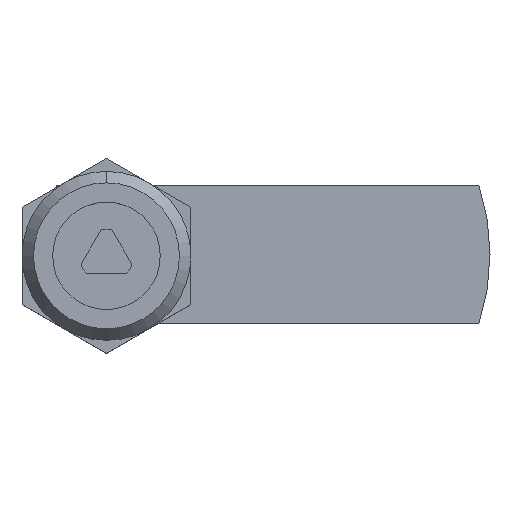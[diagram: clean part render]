
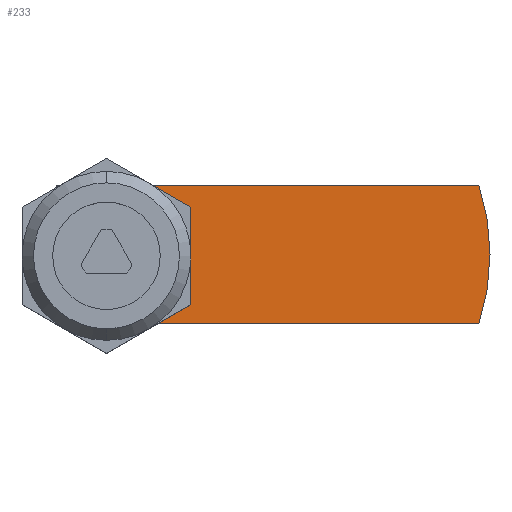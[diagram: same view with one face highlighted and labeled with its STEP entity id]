
A CAD part, top view. The second image highlights one B-rep face of the part: STEP entity #233.
In plain terms, the highlighted planar face has unit normal (0, 0, 1).
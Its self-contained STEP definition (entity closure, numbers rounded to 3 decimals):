
#60 = ORIENTED_EDGE ( 'NONE', *, *, #225, .T. ) ;
#62 = EDGE_LOOP ( 'NONE', ( #60, #215, #218, #230, #290 ) ) ;
#63 = VERTEX_POINT ( 'NONE', #1300 ) ;
#65 = VERTEX_POINT ( 'NONE', #1283 ) ;
#196 = VERTEX_POINT ( 'NONE', #1585 ) ;
#202 = EDGE_CURVE ( 'NONE', #196, #65, #1547, .T. ) ;
#205 = VERTEX_POINT ( 'NONE', #1582 ) ;
#215 = ORIENTED_EDGE ( 'NONE', *, *, #202, .T. ) ;
#218 = ORIENTED_EDGE ( 'NONE', *, *, #235, .T. ) ;
#225 = EDGE_CURVE ( 'NONE', #205, #196, #1610, .T. ) ;
#228 = VERTEX_POINT ( 'NONE', #1651 ) ;
#230 = ORIENTED_EDGE ( 'NONE', *, *, #346, .T. ) ;
#232 = VERTEX_POINT ( 'NONE', #1652 ) ;
#233 = ADVANCED_FACE ( 'NONE', ( #1615, #1593 ), #1608, .T. ) ;
#235 = EDGE_CURVE ( 'NONE', #65, #232, #1641, .T. ) ;
#237 = VERTEX_POINT ( 'NONE', #1642 ) ;
#252 = ORIENTED_EDGE ( 'NONE', *, *, #267, .F. ) ;
#262 = EDGE_CURVE ( 'NONE', #337, #300, #1658, .T. ) ;
#266 = ORIENTED_EDGE ( 'NONE', *, *, #275, .F. ) ;
#267 = EDGE_CURVE ( 'NONE', #63, #228, #1715, .T. ) ;
#275 = EDGE_CURVE ( 'NONE', #228, #337, #1706, .T. ) ;
#279 = ORIENTED_EDGE ( 'NONE', *, *, #262, .F. ) ;
#280 = EDGE_LOOP ( 'NONE', ( #279, #266, #252, #353 ) ) ;
#285 = EDGE_CURVE ( 'NONE', #237, #205, #1700, .T. ) ;
#290 = ORIENTED_EDGE ( 'NONE', *, *, #285, .T. ) ;
#300 = VERTEX_POINT ( 'NONE', #1684 ) ;
#337 = VERTEX_POINT ( 'NONE', #1795 ) ;
#346 = EDGE_CURVE ( 'NONE', #232, #237, #1793, .T. ) ;
#353 = ORIENTED_EDGE ( 'NONE', *, *, #401, .F. ) ;
#401 = EDGE_CURVE ( 'NONE', #300, #63, #1917, .T. ) ;
#1283 = CARTESIAN_POINT ( 'NONE',  ( -27.5, -9., 3. ) ) ;
#1300 = CARTESIAN_POINT ( 'NONE',  ( -16.5, 4.25, 3. ) ) ;
#1547 = CIRCLE ( 'NONE', #1568, 28.935 ) ;
#1565 = DIRECTION ( 'NONE',  ( 1., 0., 0. ) ) ;
#1566 = DIRECTION ( 'NONE',  ( 0., 0., 1. ) ) ;
#1567 = CARTESIAN_POINT ( 'NONE',  ( 0., 0., 3. ) ) ;
#1568 = AXIS2_PLACEMENT_3D ( 'NONE', #1567, #1566, #1565 ) ;
#1575 = DIRECTION ( 'NONE',  ( 0., 0., 1. ) ) ;
#1582 = CARTESIAN_POINT ( 'NONE',  ( -27.5, 9., 3. ) ) ;
#1585 = CARTESIAN_POINT ( 'NONE',  ( -28.935, 0., 3. ) ) ;
#1593 = FACE_BOUND ( 'NONE', #280, .T. ) ;
#1594 = DIRECTION ( 'NONE',  ( 1., 0., 0. ) ) ;
#1595 = DIRECTION ( 'NONE',  ( 0., 0., 1. ) ) ;
#1603 = AXIS2_PLACEMENT_3D ( 'NONE', #1606, #1595, #1594 ) ;
#1606 = CARTESIAN_POINT ( 'NONE',  ( 0., 0., 3. ) ) ;
#1608 = PLANE ( 'NONE',  #1647 ) ;
#1610 = CIRCLE ( 'NONE', #1603, 28.935 ) ;
#1612 = CARTESIAN_POINT ( 'NONE',  ( 0., 0., 3. ) ) ;
#1615 = FACE_OUTER_BOUND ( 'NONE', #62, .T. ) ;
#1639 = DIRECTION ( 'NONE',  ( 1., 0., 0. ) ) ;
#1640 = VECTOR ( 'NONE', #1639, 1000. ) ;
#1641 = LINE ( 'NONE', #1644, #1640 ) ;
#1642 = CARTESIAN_POINT ( 'NONE',  ( 27.5, 9., 3. ) ) ;
#1643 = DIRECTION ( 'NONE',  ( 1., 0., 0. ) ) ;
#1644 = CARTESIAN_POINT ( 'NONE',  ( 27.5, -9., 3. ) ) ;
#1647 = AXIS2_PLACEMENT_3D ( 'NONE', #1612, #1575, #1643 ) ;
#1651 = CARTESIAN_POINT ( 'NONE',  ( -25., 4.25, 3. ) ) ;
#1652 = CARTESIAN_POINT ( 'NONE',  ( 27.5, -9., 3. ) ) ;
#1655 = DIRECTION ( 'NONE',  ( 1., 0., 0. ) ) ;
#1656 = VECTOR ( 'NONE', #1655, 1000. ) ;
#1657 = CARTESIAN_POINT ( 'NONE',  ( -16.5, -4.25, 3. ) ) ;
#1658 = LINE ( 'NONE', #1657, #1656 ) ;
#1659 = CARTESIAN_POINT ( 'NONE',  ( -16.5, 4.25, 3. ) ) ;
#1684 = CARTESIAN_POINT ( 'NONE',  ( -16.5, -4.25, 3. ) ) ;
#1695 = DIRECTION ( 'NONE',  ( 0., -1., 0. ) ) ;
#1696 = VECTOR ( 'NONE', #1695, 1000. ) ;
#1697 = CARTESIAN_POINT ( 'NONE',  ( -25., -4.25, 3. ) ) ;
#1700 = LINE ( 'NONE', #1744, #1743 ) ;
#1706 = LINE ( 'NONE', #1697, #1696 ) ;
#1713 = DIRECTION ( 'NONE',  ( -1., 0., 0. ) ) ;
#1714 = VECTOR ( 'NONE', #1713, 1000. ) ;
#1715 = LINE ( 'NONE', #1659, #1714 ) ;
#1742 = DIRECTION ( 'NONE',  ( -1., 0., 0. ) ) ;
#1743 = VECTOR ( 'NONE', #1742, 1000. ) ;
#1744 = CARTESIAN_POINT ( 'NONE',  ( 27.5, 9., 3. ) ) ;
#1779 = CARTESIAN_POINT ( 'NONE',  ( 0., 0., 3. ) ) ;
#1793 = CIRCLE ( 'NONE', #1827, 28.935 ) ;
#1795 = CARTESIAN_POINT ( 'NONE',  ( -25., -4.25, 3. ) ) ;
#1825 = DIRECTION ( 'NONE',  ( 1., 0., 0. ) ) ;
#1826 = DIRECTION ( 'NONE',  ( 0., 0., 1. ) ) ;
#1827 = AXIS2_PLACEMENT_3D ( 'NONE', #1779, #1826, #1825 ) ;
#1915 = DIRECTION ( 'NONE',  ( 0., 1., 0. ) ) ;
#1916 = VECTOR ( 'NONE', #1915, 1000. ) ;
#1917 = LINE ( 'NONE', #1926, #1916 ) ;
#1926 = CARTESIAN_POINT ( 'NONE',  ( -16.5, -4.25, 3. ) ) ;
